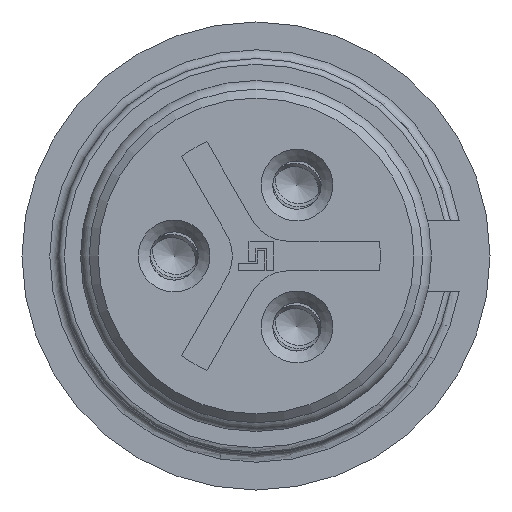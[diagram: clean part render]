
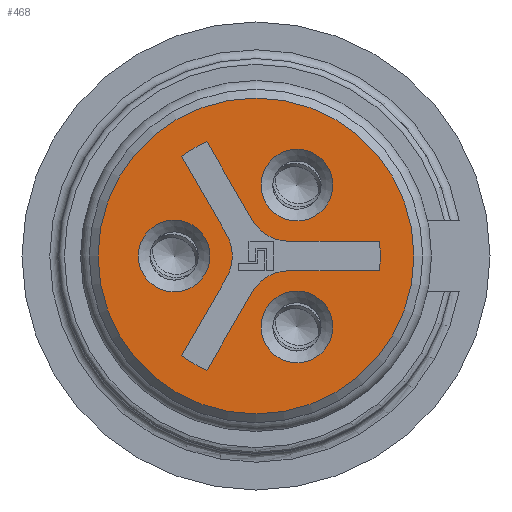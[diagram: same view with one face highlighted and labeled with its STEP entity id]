
A CAD part, left-side view. The second image highlights one B-rep face of the part: STEP entity #468.
In plain terms, the highlighted planar face has unit normal (-1, 0, 0).
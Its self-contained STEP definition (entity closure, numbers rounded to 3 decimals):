
#116=FACE_BOUND('',#850,.T.);
#117=FACE_BOUND('',#851,.T.);
#118=FACE_BOUND('',#852,.T.);
#119=FACE_BOUND('',#853,.T.);
#120=FACE_BOUND('',#854,.T.);
#342=PLANE('',#3156);
#468=ADVANCED_FACE('',(#116,#117,#118,#119,#120),#342,.T.);
#850=EDGE_LOOP('',(#1552));
#851=EDGE_LOOP('',(#1553));
#852=EDGE_LOOP('',(#1554));
#853=EDGE_LOOP('',(#1555));
#854=EDGE_LOOP('',(#1556,#1557,#1558,#1559,#1560,#1561,#1562,#1563,#1564,
#1565,#1566,#1567));
#1018=CIRCLE('',#3132,4.25);
#1019=CIRCLE('',#3135,1.5);
#1020=CIRCLE('',#3138,4.25);
#1021=CIRCLE('',#3141,1.5);
#1022=CIRCLE('',#3144,4.25);
#1023=CIRCLE('',#3147,1.5);
#1024=CIRCLE('',#3149,1.225);
#1025=CIRCLE('',#3151,1.225);
#1026=CIRCLE('',#3153,1.225);
#1027=CIRCLE('',#3155,5.4);
#1552=ORIENTED_EDGE('',*,*,#2446,.T.);
#1553=ORIENTED_EDGE('',*,*,#2445,.T.);
#1554=ORIENTED_EDGE('',*,*,#2444,.T.);
#1555=ORIENTED_EDGE('',*,*,#2447,.T.);
#1556=ORIENTED_EDGE('',*,*,#2443,.T.);
#1557=ORIENTED_EDGE('',*,*,#2441,.T.);
#1558=ORIENTED_EDGE('',*,*,#2439,.T.);
#1559=ORIENTED_EDGE('',*,*,#2437,.T.);
#1560=ORIENTED_EDGE('',*,*,#2435,.T.);
#1561=ORIENTED_EDGE('',*,*,#2433,.T.);
#1562=ORIENTED_EDGE('',*,*,#2431,.T.);
#1563=ORIENTED_EDGE('',*,*,#2429,.T.);
#1564=ORIENTED_EDGE('',*,*,#2427,.T.);
#1565=ORIENTED_EDGE('',*,*,#2425,.T.);
#1566=ORIENTED_EDGE('',*,*,#2423,.T.);
#1567=ORIENTED_EDGE('',*,*,#2420,.T.);
#2074=VERTEX_POINT('',#5257);
#2075=VERTEX_POINT('',#5258);
#2076=VERTEX_POINT('',#5263);
#2077=VERTEX_POINT('',#5267);
#2078=VERTEX_POINT('',#5271);
#2079=VERTEX_POINT('',#5275);
#2080=VERTEX_POINT('',#5279);
#2081=VERTEX_POINT('',#5283);
#2082=VERTEX_POINT('',#5287);
#2083=VERTEX_POINT('',#5291);
#2084=VERTEX_POINT('',#5295);
#2085=VERTEX_POINT('',#5299);
#2086=VERTEX_POINT('',#5305);
#2087=VERTEX_POINT('',#5308);
#2088=VERTEX_POINT('',#5311);
#2089=VERTEX_POINT('',#5314);
#2420=EDGE_CURVE('',#2074,#2075,#2711,.T.);
#2423=EDGE_CURVE('',#2076,#2074,#1018,.T.);
#2425=EDGE_CURVE('',#2077,#2076,#2715,.T.);
#2427=EDGE_CURVE('',#2078,#2077,#1019,.T.);
#2429=EDGE_CURVE('',#2079,#2078,#2718,.T.);
#2431=EDGE_CURVE('',#2080,#2079,#1020,.T.);
#2433=EDGE_CURVE('',#2081,#2080,#2721,.T.);
#2435=EDGE_CURVE('',#2082,#2081,#1021,.T.);
#2437=EDGE_CURVE('',#2083,#2082,#2724,.T.);
#2439=EDGE_CURVE('',#2084,#2083,#1022,.T.);
#2441=EDGE_CURVE('',#2085,#2084,#2727,.T.);
#2443=EDGE_CURVE('',#2075,#2085,#1023,.T.);
#2444=EDGE_CURVE('',#2086,#2086,#1024,.T.);
#2445=EDGE_CURVE('',#2087,#2087,#1025,.T.);
#2446=EDGE_CURVE('',#2088,#2088,#1026,.T.);
#2447=EDGE_CURVE('',#2089,#2089,#1027,.T.);
#2711=LINE('',#5256,#2891);
#2715=LINE('',#5266,#2895);
#2718=LINE('',#5274,#2898);
#2721=LINE('',#5282,#2901);
#2724=LINE('',#5290,#2904);
#2727=LINE('',#5298,#2907);
#2891=VECTOR('',#3699,1.);
#2895=VECTOR('',#3709,1.);
#2898=VECTOR('',#3718,1.);
#2901=VECTOR('',#3727,1.);
#2904=VECTOR('',#3736,1.);
#2907=VECTOR('',#3745,1.);
#3132=AXIS2_PLACEMENT_3D('',#5262,#3704,#3705);
#3135=AXIS2_PLACEMENT_3D('',#5270,#3713,#3714);
#3138=AXIS2_PLACEMENT_3D('',#5278,#3722,#3723);
#3141=AXIS2_PLACEMENT_3D('',#5286,#3731,#3732);
#3144=AXIS2_PLACEMENT_3D('',#5294,#3740,#3741);
#3147=AXIS2_PLACEMENT_3D('',#5302,#3749,#3750);
#3149=AXIS2_PLACEMENT_3D('',#5304,#3753,#3754);
#3151=AXIS2_PLACEMENT_3D('',#5307,#3757,#3758);
#3153=AXIS2_PLACEMENT_3D('',#5310,#3761,#3762);
#3155=AXIS2_PLACEMENT_3D('',#5313,#3765,#3766);
#3156=AXIS2_PLACEMENT_3D('',#5315,#3767,#3768);
#3699=DIRECTION('',(0.,1.,0.));
#3704=DIRECTION('',(1.,0.,0.));
#3705=DIRECTION('',(0.,0.,1.));
#3709=DIRECTION('',(0.,-1.,0.));
#3713=DIRECTION('',(-1.,0.,0.));
#3714=DIRECTION('',(0.,0.,1.));
#3718=DIRECTION('',(0.,-0.5,-0.866));
#3722=DIRECTION('',(1.,0.,0.));
#3723=DIRECTION('',(0.,0.,1.));
#3727=DIRECTION('',(0.,0.5,0.866));
#3731=DIRECTION('',(-1.,0.,0.));
#3732=DIRECTION('',(0.,0.,1.));
#3736=DIRECTION('',(0.,-0.5,0.866));
#3740=DIRECTION('',(1.,0.,0.));
#3741=DIRECTION('',(0.,0.,1.));
#3745=DIRECTION('',(0.,0.5,-0.866));
#3749=DIRECTION('',(-1.,0.,0.));
#3750=DIRECTION('',(0.,0.,1.));
#3753=DIRECTION('',(1.,0.,0.));
#3754=DIRECTION('',(0.,0.,1.));
#3757=DIRECTION('',(1.,0.,0.));
#3758=DIRECTION('',(0.,0.,1.));
#3761=DIRECTION('',(1.,0.,0.));
#3762=DIRECTION('',(0.,0.,1.));
#3765=DIRECTION('',(-1.,0.,0.));
#3766=DIRECTION('',(0.,0.,1.));
#3767=DIRECTION('',(-1.,0.,0.));
#3768=DIRECTION('',(0.,0.,-1.));
#5256=CARTESIAN_POINT('',(0.,-4.22,-0.5));
#5257=CARTESIAN_POINT('',(0.,-4.22,-0.5));
#5258=CARTESIAN_POINT('',(0.,-1.155,-0.5));
#5262=CARTESIAN_POINT('',(0.,0.,0.));
#5263=CARTESIAN_POINT('',(0.,-4.22,0.5));
#5266=CARTESIAN_POINT('',(0.,-1.155,0.5));
#5267=CARTESIAN_POINT('',(0.,-1.155,0.5));
#5270=CARTESIAN_POINT('',(0.,-1.155,2.));
#5271=CARTESIAN_POINT('',(0.,0.144,1.25));
#5274=CARTESIAN_POINT('',(0.,1.677,3.905));
#5275=CARTESIAN_POINT('',(0.,1.677,3.905));
#5278=CARTESIAN_POINT('',(0.,0.,0.));
#5279=CARTESIAN_POINT('',(0.,2.543,3.405));
#5282=CARTESIAN_POINT('',(0.,1.01,0.75));
#5283=CARTESIAN_POINT('',(0.,1.01,0.75));
#5286=CARTESIAN_POINT('',(0.,2.309,0.));
#5287=CARTESIAN_POINT('',(0.,1.01,-0.75));
#5290=CARTESIAN_POINT('',(0.,2.543,-3.405));
#5291=CARTESIAN_POINT('',(0.,2.543,-3.405));
#5294=CARTESIAN_POINT('',(0.,0.,0.));
#5295=CARTESIAN_POINT('',(0.,1.677,-3.905));
#5298=CARTESIAN_POINT('',(0.,0.144,-1.25));
#5299=CARTESIAN_POINT('',(0.,0.144,-1.25));
#5302=CARTESIAN_POINT('',(0.,-1.155,-2.));
#5304=CARTESIAN_POINT('',(0.,2.8,0.));
#5305=CARTESIAN_POINT('',(0.,2.8,1.225));
#5307=CARTESIAN_POINT('',(0.,-1.4,2.425));
#5308=CARTESIAN_POINT('',(0.,-1.4,3.65));
#5310=CARTESIAN_POINT('',(0.,-1.4,-2.425));
#5311=CARTESIAN_POINT('',(0.,-1.4,-1.2));
#5313=CARTESIAN_POINT('',(0.,0.,0.));
#5314=CARTESIAN_POINT('',(0.,0.,5.4));
#5315=CARTESIAN_POINT('',(0.,0.,0.));
